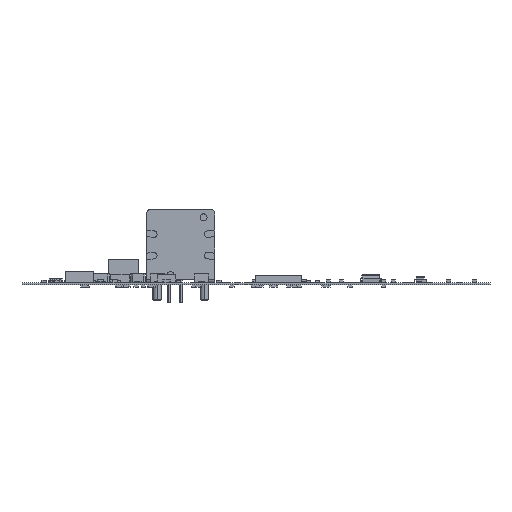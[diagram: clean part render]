
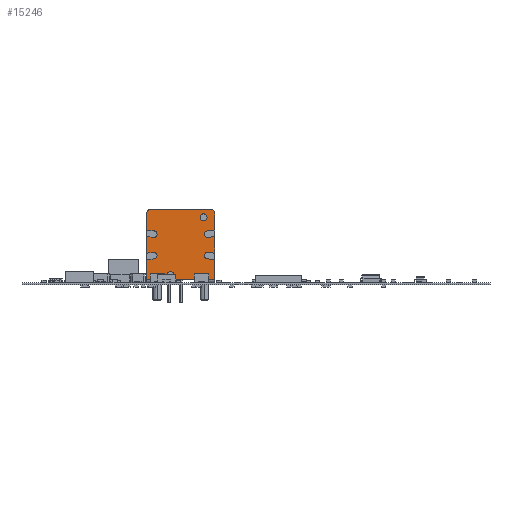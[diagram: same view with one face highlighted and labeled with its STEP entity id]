
A CAD part, front view. The second image highlights one B-rep face of the part: STEP entity #15246.
In plain terms, the highlighted face is planar.
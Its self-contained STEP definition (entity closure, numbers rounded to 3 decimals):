
#15170 = VERTEX_POINT('',#15171);
#15171 = CARTESIAN_POINT('',(7.35,6.65,-34.55));
#15177 = EDGE_CURVE('',#15178,#15170,#15180,.T.);
#15178 = VERTEX_POINT('',#15179);
#15179 = CARTESIAN_POINT('',(6.35,7.65,-34.55));
#15180 = CIRCLE('',#15181,1.);
#15181 = AXIS2_PLACEMENT_3D('',#15182,#15183,#15184);
#15182 = CARTESIAN_POINT('',(6.35,6.65,-34.55));
#15183 = DIRECTION('',(0.,0.,-1.));
#15184 = DIRECTION('',(0.,1.,0.));
#15204 = VERTEX_POINT('',#15205);
#15205 = CARTESIAN_POINT('',(-6.35,7.65,-34.55));
#15211 = EDGE_CURVE('',#15204,#15178,#15212,.T.);
#15212 = LINE('',#15213,#15214);
#15213 = CARTESIAN_POINT('',(-6.35,7.65,-34.55));
#15214 = VECTOR('',#15215,1.);
#15215 = DIRECTION('',(1.,0.,0.));
#15226 = VERTEX_POINT('',#15227);
#15227 = CARTESIAN_POINT('',(-7.35,6.65,-34.55));
#15235 = EDGE_CURVE('',#15226,#15204,#15236,.T.);
#15236 = CIRCLE('',#15237,1.);
#15237 = AXIS2_PLACEMENT_3D('',#15238,#15239,#15240);
#15238 = CARTESIAN_POINT('',(-6.35,6.65,-34.55));
#15239 = DIRECTION('',(0.,0.,-1.));
#15240 = DIRECTION('',(-1.,0.,0.));
#15246 = ADVANCED_FACE('',(#15247,#15406,#15426),#15446,.T.);
#15247 = FACE_BOUND('',#15248,.F.);
#15248 = EDGE_LOOP('',(#15249,#15250,#15251,#15252,#15260,#15268,#15277,
    #15285,#15293,#15301,#15310,#15318,#15326,#15334,#15342,#15350,
    #15359,#15367,#15375,#15383,#15392,#15400));
#15249 = ORIENTED_EDGE('',*,*,#15177,.F.);
#15250 = ORIENTED_EDGE('',*,*,#15211,.F.);
#15251 = ORIENTED_EDGE('',*,*,#15235,.F.);
#15252 = ORIENTED_EDGE('',*,*,#15253,.F.);
#15253 = EDGE_CURVE('',#15254,#15226,#15256,.T.);
#15254 = VERTEX_POINT('',#15255);
#15255 = CARTESIAN_POINT('',(-7.35,3.212,-34.55));
#15256 = LINE('',#15257,#15258);
#15257 = CARTESIAN_POINT('',(-7.35,3.212,-34.55));
#15258 = VECTOR('',#15259,1.);
#15259 = DIRECTION('',(0.,1.,0.));
#15260 = ORIENTED_EDGE('',*,*,#15261,.T.);
#15261 = EDGE_CURVE('',#15254,#15262,#15264,.T.);
#15262 = VERTEX_POINT('',#15263);
#15263 = CARTESIAN_POINT('',(-5.708,2.994,-34.55));
#15264 = LINE('',#15265,#15266);
#15265 = CARTESIAN_POINT('',(-7.35,3.212,-34.55));
#15266 = VECTOR('',#15267,1.);
#15267 = DIRECTION('',(0.991,-0.132,0.));
#15268 = ORIENTED_EDGE('',*,*,#15269,.T.);
#15269 = EDGE_CURVE('',#15262,#15270,#15272,.T.);
#15270 = VERTEX_POINT('',#15271);
#15271 = CARTESIAN_POINT('',(-5.892,1.606,-34.55));
#15272 = CIRCLE('',#15273,0.7);
#15273 = AXIS2_PLACEMENT_3D('',#15274,#15275,#15276);
#15274 = CARTESIAN_POINT('',(-5.8,2.3,-34.55));
#15275 = DIRECTION('',(0.,0.,-1.));
#15276 = DIRECTION('',(0.132,0.991,0.));
#15277 = ORIENTED_EDGE('',*,*,#15278,.T.);
#15278 = EDGE_CURVE('',#15270,#15279,#15281,.T.);
#15279 = VERTEX_POINT('',#15280);
#15280 = CARTESIAN_POINT('',(-7.35,1.8,-34.55));
#15281 = LINE('',#15282,#15283);
#15282 = CARTESIAN_POINT('',(-5.892,1.606,-34.55));
#15283 = VECTOR('',#15284,1.);
#15284 = DIRECTION('',(-0.991,0.132,0.));
#15285 = ORIENTED_EDGE('',*,*,#15286,.F.);
#15286 = EDGE_CURVE('',#15287,#15279,#15289,.T.);
#15287 = VERTEX_POINT('',#15288);
#15288 = CARTESIAN_POINT('',(-7.35,-1.8,-34.55));
#15289 = LINE('',#15290,#15291);
#15290 = CARTESIAN_POINT('',(-7.35,-1.8,-34.55));
#15291 = VECTOR('',#15292,1.);
#15292 = DIRECTION('',(0.,1.,0.));
#15293 = ORIENTED_EDGE('',*,*,#15294,.T.);
#15294 = EDGE_CURVE('',#15287,#15295,#15297,.T.);
#15295 = VERTEX_POINT('',#15296);
#15296 = CARTESIAN_POINT('',(-5.892,-1.606,-34.55));
#15297 = LINE('',#15298,#15299);
#15298 = CARTESIAN_POINT('',(-7.35,-1.8,-34.55));
#15299 = VECTOR('',#15300,1.);
#15300 = DIRECTION('',(0.991,0.132,0.));
#15301 = ORIENTED_EDGE('',*,*,#15302,.T.);
#15302 = EDGE_CURVE('',#15295,#15303,#15305,.T.);
#15303 = VERTEX_POINT('',#15304);
#15304 = CARTESIAN_POINT('',(-5.708,-2.994,-34.55));
#15305 = CIRCLE('',#15306,0.7);
#15306 = AXIS2_PLACEMENT_3D('',#15307,#15308,#15309);
#15307 = CARTESIAN_POINT('',(-5.8,-2.3,-34.55));
#15308 = DIRECTION('',(0.,0.,-1.));
#15309 = DIRECTION('',(-0.132,0.991,0.));
#15310 = ORIENTED_EDGE('',*,*,#15311,.T.);
#15311 = EDGE_CURVE('',#15303,#15312,#15314,.T.);
#15312 = VERTEX_POINT('',#15313);
#15313 = CARTESIAN_POINT('',(-7.35,-3.212,-34.55));
#15314 = LINE('',#15315,#15316);
#15315 = CARTESIAN_POINT('',(-5.708,-2.994,-34.55));
#15316 = VECTOR('',#15317,1.);
#15317 = DIRECTION('',(-0.991,-0.132,0.));
#15318 = ORIENTED_EDGE('',*,*,#15319,.F.);
#15319 = EDGE_CURVE('',#15320,#15312,#15322,.T.);
#15320 = VERTEX_POINT('',#15321);
#15321 = CARTESIAN_POINT('',(-7.35,-7.55,-34.55));
#15322 = LINE('',#15323,#15324);
#15323 = CARTESIAN_POINT('',(-7.35,-7.55,-34.55));
#15324 = VECTOR('',#15325,1.);
#15325 = DIRECTION('',(0.,1.,0.));
#15326 = ORIENTED_EDGE('',*,*,#15327,.T.);
#15327 = EDGE_CURVE('',#15320,#15328,#15330,.T.);
#15328 = VERTEX_POINT('',#15329);
#15329 = CARTESIAN_POINT('',(7.35,-7.55,-34.55));
#15330 = LINE('',#15331,#15332);
#15331 = CARTESIAN_POINT('',(-7.35,-7.55,-34.55));
#15332 = VECTOR('',#15333,1.);
#15333 = DIRECTION('',(1.,0.,0.));
#15334 = ORIENTED_EDGE('',*,*,#15335,.T.);
#15335 = EDGE_CURVE('',#15328,#15336,#15338,.T.);
#15336 = VERTEX_POINT('',#15337);
#15337 = CARTESIAN_POINT('',(7.35,-3.212,-34.55));
#15338 = LINE('',#15339,#15340);
#15339 = CARTESIAN_POINT('',(7.35,-7.55,-34.55));
#15340 = VECTOR('',#15341,1.);
#15341 = DIRECTION('',(0.,1.,0.));
#15342 = ORIENTED_EDGE('',*,*,#15343,.T.);
#15343 = EDGE_CURVE('',#15336,#15344,#15346,.T.);
#15344 = VERTEX_POINT('',#15345);
#15345 = CARTESIAN_POINT('',(5.708,-2.994,-34.55));
#15346 = LINE('',#15347,#15348);
#15347 = CARTESIAN_POINT('',(7.35,-3.212,-34.55));
#15348 = VECTOR('',#15349,1.);
#15349 = DIRECTION('',(-0.991,0.132,0.));
#15350 = ORIENTED_EDGE('',*,*,#15351,.T.);
#15351 = EDGE_CURVE('',#15344,#15352,#15354,.T.);
#15352 = VERTEX_POINT('',#15353);
#15353 = CARTESIAN_POINT('',(5.892,-1.606,-34.55));
#15354 = CIRCLE('',#15355,0.7);
#15355 = AXIS2_PLACEMENT_3D('',#15356,#15357,#15358);
#15356 = CARTESIAN_POINT('',(5.8,-2.3,-34.55));
#15357 = DIRECTION('',(0.,0.,-1.));
#15358 = DIRECTION('',(-0.132,-0.991,0.));
#15359 = ORIENTED_EDGE('',*,*,#15360,.T.);
#15360 = EDGE_CURVE('',#15352,#15361,#15363,.T.);
#15361 = VERTEX_POINT('',#15362);
#15362 = CARTESIAN_POINT('',(7.35,-1.8,-34.55));
#15363 = LINE('',#15364,#15365);
#15364 = CARTESIAN_POINT('',(5.892,-1.606,-34.55));
#15365 = VECTOR('',#15366,1.);
#15366 = DIRECTION('',(0.991,-0.132,0.));
#15367 = ORIENTED_EDGE('',*,*,#15368,.T.);
#15368 = EDGE_CURVE('',#15361,#15369,#15371,.T.);
#15369 = VERTEX_POINT('',#15370);
#15370 = CARTESIAN_POINT('',(7.35,1.8,-34.55));
#15371 = LINE('',#15372,#15373);
#15372 = CARTESIAN_POINT('',(7.35,-1.8,-34.55));
#15373 = VECTOR('',#15374,1.);
#15374 = DIRECTION('',(0.,1.,0.));
#15375 = ORIENTED_EDGE('',*,*,#15376,.T.);
#15376 = EDGE_CURVE('',#15369,#15377,#15379,.T.);
#15377 = VERTEX_POINT('',#15378);
#15378 = CARTESIAN_POINT('',(5.892,1.606,-34.55));
#15379 = LINE('',#15380,#15381);
#15380 = CARTESIAN_POINT('',(7.35,1.8,-34.55));
#15381 = VECTOR('',#15382,1.);
#15382 = DIRECTION('',(-0.991,-0.132,0.));
#15383 = ORIENTED_EDGE('',*,*,#15384,.T.);
#15384 = EDGE_CURVE('',#15377,#15385,#15387,.T.);
#15385 = VERTEX_POINT('',#15386);
#15386 = CARTESIAN_POINT('',(5.708,2.994,-34.55));
#15387 = CIRCLE('',#15388,0.7);
#15388 = AXIS2_PLACEMENT_3D('',#15389,#15390,#15391);
#15389 = CARTESIAN_POINT('',(5.8,2.3,-34.55));
#15390 = DIRECTION('',(0.,0.,-1.));
#15391 = DIRECTION('',(0.132,-0.991,0.));
#15392 = ORIENTED_EDGE('',*,*,#15393,.T.);
#15393 = EDGE_CURVE('',#15385,#15394,#15396,.T.);
#15394 = VERTEX_POINT('',#15395);
#15395 = CARTESIAN_POINT('',(7.35,3.212,-34.55));
#15396 = LINE('',#15397,#15398);
#15397 = CARTESIAN_POINT('',(5.708,2.994,-34.55));
#15398 = VECTOR('',#15399,1.);
#15399 = DIRECTION('',(0.991,0.132,0.));
#15400 = ORIENTED_EDGE('',*,*,#15401,.T.);
#15401 = EDGE_CURVE('',#15394,#15170,#15402,.T.);
#15402 = LINE('',#15403,#15404);
#15403 = CARTESIAN_POINT('',(7.35,3.212,-34.55));
#15404 = VECTOR('',#15405,1.);
#15405 = DIRECTION('',(0.,1.,0.));
#15406 = FACE_BOUND('',#15407,.F.);
#15407 = EDGE_LOOP('',(#15408,#15419));
#15408 = ORIENTED_EDGE('',*,*,#15409,.T.);
#15409 = EDGE_CURVE('',#15410,#15412,#15414,.T.);
#15410 = VERTEX_POINT('',#15411);
#15411 = CARTESIAN_POINT('',(-4.15,5.9,-34.55));
#15412 = VERTEX_POINT('',#15413);
#15413 = CARTESIAN_POINT('',(-5.65,5.9,-34.55));
#15414 = CIRCLE('',#15415,0.75);
#15415 = AXIS2_PLACEMENT_3D('',#15416,#15417,#15418);
#15416 = CARTESIAN_POINT('',(-4.9,5.9,-34.55));
#15417 = DIRECTION('',(0.,0.,-1.));
#15418 = DIRECTION('',(1.,0.,0.));
#15419 = ORIENTED_EDGE('',*,*,#15420,.T.);
#15420 = EDGE_CURVE('',#15412,#15410,#15421,.T.);
#15421 = CIRCLE('',#15422,0.75);
#15422 = AXIS2_PLACEMENT_3D('',#15423,#15424,#15425);
#15423 = CARTESIAN_POINT('',(-4.9,5.9,-34.55));
#15424 = DIRECTION('',(0.,0.,-1.));
#15425 = DIRECTION('',(-1.,0.,0.));
#15426 = FACE_BOUND('',#15427,.F.);
#15427 = EDGE_LOOP('',(#15428,#15439));
#15428 = ORIENTED_EDGE('',*,*,#15429,.T.);
#15429 = EDGE_CURVE('',#15430,#15432,#15434,.T.);
#15430 = VERTEX_POINT('',#15431);
#15431 = CARTESIAN_POINT('',(2.98,-6.5,-34.55));
#15432 = VERTEX_POINT('',#15433);
#15433 = CARTESIAN_POINT('',(1.48,-6.5,-34.55));
#15434 = CIRCLE('',#15435,0.75);
#15435 = AXIS2_PLACEMENT_3D('',#15436,#15437,#15438);
#15436 = CARTESIAN_POINT('',(2.23,-6.5,-34.55));
#15437 = DIRECTION('',(0.,0.,-1.));
#15438 = DIRECTION('',(1.,0.,0.));
#15439 = ORIENTED_EDGE('',*,*,#15440,.T.);
#15440 = EDGE_CURVE('',#15432,#15430,#15441,.T.);
#15441 = CIRCLE('',#15442,0.75);
#15442 = AXIS2_PLACEMENT_3D('',#15443,#15444,#15445);
#15443 = CARTESIAN_POINT('',(2.23,-6.5,-34.55));
#15444 = DIRECTION('',(0.,0.,-1.));
#15445 = DIRECTION('',(-1.,0.,0.));
#15446 = PLANE('',#15447);
#15447 = AXIS2_PLACEMENT_3D('',#15448,#15449,#15450);
#15448 = CARTESIAN_POINT('',(-7.35,-7.55,-34.55));
#15449 = DIRECTION('',(0.,0.,-1.));
#15450 = DIRECTION('',(0.,1.,0.));
